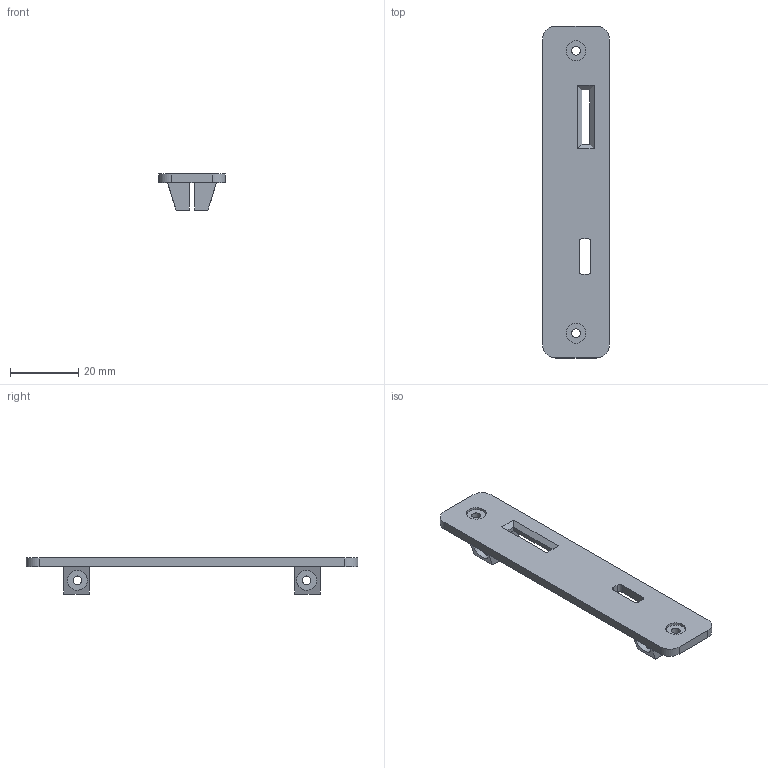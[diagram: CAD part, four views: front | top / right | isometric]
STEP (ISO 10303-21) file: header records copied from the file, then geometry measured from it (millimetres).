
FILE_DESCRIPTION(('FreeCAD Model'),'2;1');
FILE_NAME('Open CASCADE Shape Model','2023-07-13T11:54:21',(''),(''), 'Open CASCADE STEP processor 7.6','FreeCAD','Unknown');
FILE_SCHEMA(('AUTOMOTIVE_DESIGN { 1 0 10303 214 1 1 1 1 }'));
Length unit declared in the file: millimetre
Products named in the file (1): Kit Controller End
Bounding box: 19.5 x 97.03 x 10.54 mm (x, y, z)
Volume: 5502.7 mm3; surface area: 5269.1 mm2
Topology: 1 solids, 1 shells, 60 faces, 146 edges, 96 vertices
Faces by surface type: plane 42, cylinder 18
Full cylindrical faces by diameter (mm): 2.54 x6, 5.842 x4
Entity records: 3824 total; most frequent: CARTESIAN_POINT 745, DIRECTION 584, LINE 362, VECTOR 362, ORIENTED_EDGE 292, PCURVE 292, DEFINITIONAL_REPRESENTATION 292, EDGE_CURVE 146
